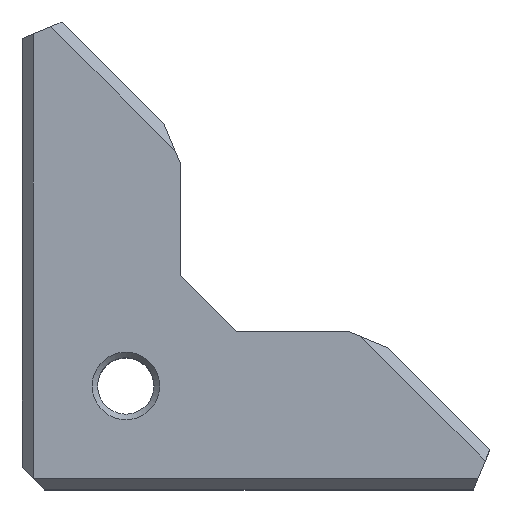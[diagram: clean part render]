
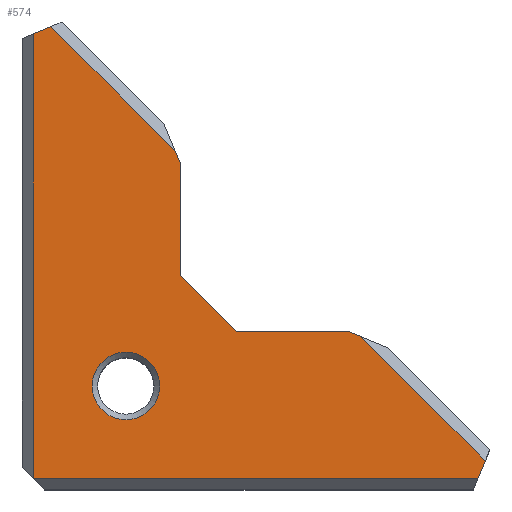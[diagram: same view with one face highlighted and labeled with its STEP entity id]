
A CAD part, top view. The second image highlights one B-rep face of the part: STEP entity #574.
In plain terms, the highlighted planar face has unit normal (0, 0, 1).
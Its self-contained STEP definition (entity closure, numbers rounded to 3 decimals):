
#25=FACE_BOUND('',#77,.T.);
#31=CIRCLE('',#620,3.);
#45=FACE_OUTER_BOUND('',#76,.T.);
#76=EDGE_LOOP('',(#389,#390,#391,#392,#393,#394,#395,#396,#397,#398,#399));
#77=EDGE_LOOP('',(#400));
#117=LINE('',#841,#184);
#118=LINE('',#844,#185);
#119=LINE('',#846,#186);
#120=LINE('',#848,#187);
#121=LINE('',#850,#188);
#122=LINE('',#852,#189);
#123=LINE('',#854,#190);
#124=LINE('',#856,#191);
#125=LINE('',#858,#192);
#126=LINE('',#860,#193);
#127=LINE('',#861,#194);
#184=VECTOR('',#674,10.);
#185=VECTOR('',#677,10.);
#186=VECTOR('',#678,10.);
#187=VECTOR('',#679,10.);
#188=VECTOR('',#680,10.);
#189=VECTOR('',#681,10.);
#190=VECTOR('',#682,10.);
#191=VECTOR('',#683,10.);
#192=VECTOR('',#684,10.);
#193=VECTOR('',#685,10.);
#194=VECTOR('',#686,10.);
#246=VERTEX_POINT('',#830);
#251=VERTEX_POINT('',#839);
#252=VERTEX_POINT('',#843);
#253=VERTEX_POINT('',#845);
#254=VERTEX_POINT('',#847);
#255=VERTEX_POINT('',#849);
#256=VERTEX_POINT('',#851);
#257=VERTEX_POINT('',#853);
#258=VERTEX_POINT('',#855);
#259=VERTEX_POINT('',#857);
#260=VERTEX_POINT('',#859);
#261=VERTEX_POINT('',#862);
#305=EDGE_CURVE('',#251,#246,#117,.T.);
#306=EDGE_CURVE('',#251,#252,#118,.T.);
#307=EDGE_CURVE('',#253,#252,#119,.T.);
#308=EDGE_CURVE('',#253,#254,#120,.T.);
#309=EDGE_CURVE('',#255,#254,#121,.T.);
#310=EDGE_CURVE('',#256,#255,#122,.T.);
#311=EDGE_CURVE('',#257,#256,#123,.T.);
#312=EDGE_CURVE('',#258,#257,#124,.T.);
#313=EDGE_CURVE('',#259,#258,#125,.T.);
#314=EDGE_CURVE('',#260,#259,#126,.T.);
#315=EDGE_CURVE('',#246,#260,#127,.T.);
#316=EDGE_CURVE('',#261,#261,#31,.T.);
#389=ORIENTED_EDGE('',*,*,#305,.F.);
#390=ORIENTED_EDGE('',*,*,#306,.T.);
#391=ORIENTED_EDGE('',*,*,#307,.F.);
#392=ORIENTED_EDGE('',*,*,#308,.T.);
#393=ORIENTED_EDGE('',*,*,#309,.F.);
#394=ORIENTED_EDGE('',*,*,#310,.F.);
#395=ORIENTED_EDGE('',*,*,#311,.F.);
#396=ORIENTED_EDGE('',*,*,#312,.F.);
#397=ORIENTED_EDGE('',*,*,#313,.F.);
#398=ORIENTED_EDGE('',*,*,#314,.F.);
#399=ORIENTED_EDGE('',*,*,#315,.F.);
#400=ORIENTED_EDGE('',*,*,#316,.F.);
#550=PLANE('',#619);
#574=ADVANCED_FACE('',(#45,#25),#550,.T.);
#619=AXIS2_PLACEMENT_3D('',#842,#675,#676);
#620=AXIS2_PLACEMENT_3D('',#863,#687,#688);
#674=DIRECTION('',(0.924,-0.383,0.));
#675=DIRECTION('center_axis',(0.,0.,1.));
#676=DIRECTION('ref_axis',(1.,0.,0.));
#677=DIRECTION('',(-1.,0.,0.));
#678=DIRECTION('',(0.707,-0.707,0.));
#679=DIRECTION('',(0.,1.,0.));
#680=DIRECTION('',(0.383,-0.924,0.));
#681=DIRECTION('',(0.707,-0.707,0.));
#682=DIRECTION('',(0.924,0.383,0.));
#683=DIRECTION('',(0.,1.,0.));
#684=DIRECTION('',(-1.,0.,0.));
#685=DIRECTION('',(-0.383,-0.924,0.));
#686=DIRECTION('',(0.707,-0.707,0.));
#687=DIRECTION('center_axis',(0.,0.,1.));
#688=DIRECTION('ref_axis',(1.,0.,0.));
#830=CARTESIAN_POINT('',(30.,13.586,10.));
#839=CARTESIAN_POINT('',(29.,14.,10.));
#841=CARTESIAN_POINT('',(25.577,15.418,10.));
#842=CARTESIAN_POINT('Origin',(22.5,22.5,10.));
#843=CARTESIAN_POINT('',(19.,14.,10.));
#844=CARTESIAN_POINT('',(31.,14.,10.));
#845=CARTESIAN_POINT('',(14.,19.,10.));
#846=CARTESIAN_POINT('',(16.5,16.5,10.));
#847=CARTESIAN_POINT('',(14.,29.,10.));
#848=CARTESIAN_POINT('',(14.,14.,10.));
#849=CARTESIAN_POINT('',(13.586,30.,10.));
#850=CARTESIAN_POINT('',(15.418,25.577,10.));
#851=CARTESIAN_POINT('',(2.536,41.05,10.));
#852=CARTESIAN_POINT('',(17.543,26.043,10.));
#853=CARTESIAN_POINT('',(1.,40.414,10.));
#854=CARTESIAN_POINT('',(7.393,43.062,10.));
#855=CARTESIAN_POINT('',(1.,1.,10.));
#856=CARTESIAN_POINT('',(1.,33.75,10.));
#857=CARTESIAN_POINT('',(40.414,1.,10.));
#858=CARTESIAN_POINT('',(11.25,1.,10.));
#859=CARTESIAN_POINT('',(41.05,2.536,10.));
#860=CARTESIAN_POINT('',(43.062,7.393,10.));
#861=CARTESIAN_POINT('',(33.043,10.543,10.));
#862=CARTESIAN_POINT('',(6.192,9.192,10.));
#863=CARTESIAN_POINT('Origin',(9.192,9.192,10.));
